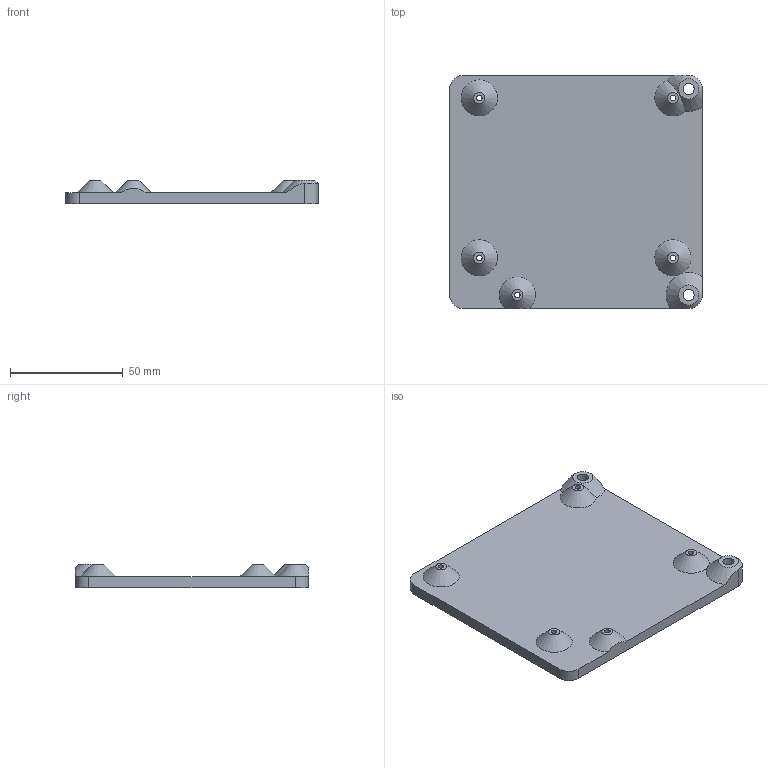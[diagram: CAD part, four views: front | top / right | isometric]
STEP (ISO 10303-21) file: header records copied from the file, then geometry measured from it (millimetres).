
FILE_DESCRIPTION(/* description */ (''),/* implementation_level */ '2;1');
FILE_NAME(/* name */ 'motorcontrollermount v1.step',/* time_stamp */ '2022-01-14T14:14:45-05:00',/* author */ (''),/* organization */ (''),/* preprocessor_version */ 'ST-DEVELOPER v18.1',/* originating_system */ 'Autodesk Translation Framework v10.10.0.1391',/* authorisation */ '');
FILE_SCHEMA (('AUTOMOTIVE_DESIGN { 1 0 10303 214 3 1 1 }'));
Length unit declared in the file: millimetre
Products named in the file (1): motorcontrollermount
Bounding box: 112.08 x 103.5 x 10.5 mm (x, y, z)
Volume: 61141.9 mm3; surface area: 26480.4 mm2
Topology: 1 solids, 1 shells, 31 faces, 82 edges, 55 vertices
Faces by surface type: plane 13, cylinder 11, cone 7
Full cylindrical faces by diameter (mm): 2.5 x5, 5 x2
Entity records: 1062 total; most frequent: CARTESIAN_POINT 213, DIRECTION 175, ORIENTED_EDGE 164, EDGE_CURVE 82, AXIS2_PLACEMENT_3D 72, VERTEX_POINT 55, EDGE_LOOP 47, CIRCLE 40
